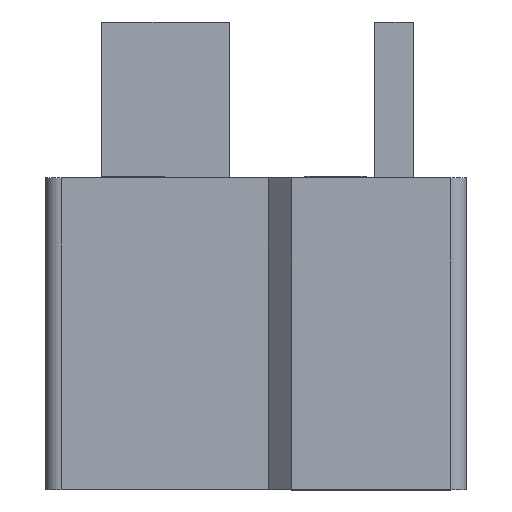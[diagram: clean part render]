
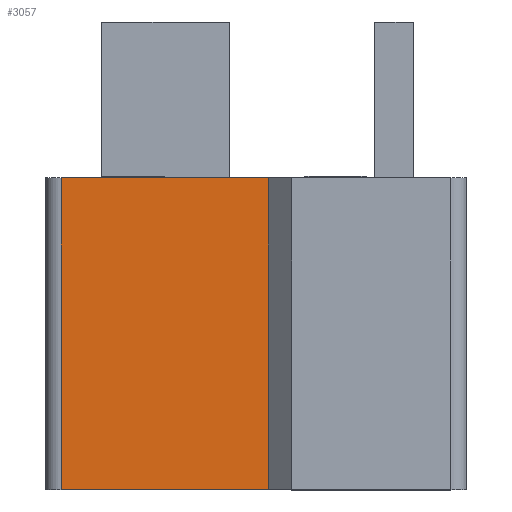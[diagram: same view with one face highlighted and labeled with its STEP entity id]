
A CAD part, top view. The second image highlights one B-rep face of the part: STEP entity #3057.
In plain terms, the highlighted planar face has unit normal (0, 0, 1).
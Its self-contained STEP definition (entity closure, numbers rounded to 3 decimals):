
#75 = VECTOR ( 'NONE', #2888, 1000. ) ;
#104 = EDGE_CURVE ( 'NONE', #107, #2909, #530, .T. ) ;
#107 = VERTEX_POINT ( 'NONE', #966 ) ;
#194 = CARTESIAN_POINT ( 'NONE',  ( 7.15, 0., 0. ) ) ;
#320 = FACE_OUTER_BOUND ( 'NONE', #1411, .T. ) ;
#413 = CARTESIAN_POINT ( 'NONE',  ( 0.5, 10., 0. ) ) ;
#480 = CARTESIAN_POINT ( 'NONE',  ( 7.15, 10., 0. ) ) ;
#530 = LINE ( 'NONE', #2607, #75 ) ;
#672 = DIRECTION ( 'NONE',  ( 0., -1., 0. ) ) ;
#733 = LINE ( 'NONE', #2125, #870 ) ;
#789 = VERTEX_POINT ( 'NONE', #413 ) ;
#800 = CARTESIAN_POINT ( 'NONE',  ( 7.15, 10., 0. ) ) ;
#826 = ORIENTED_EDGE ( 'NONE', *, *, #1869, .F. ) ;
#870 = VECTOR ( 'NONE', #672, 1000. ) ;
#946 = LINE ( 'NONE', #480, #3050 ) ;
#966 = CARTESIAN_POINT ( 'NONE',  ( 0.5, 0., 0. ) ) ;
#1134 = VERTEX_POINT ( 'NONE', #800 ) ;
#1201 = PLANE ( 'NONE',  #1523 ) ;
#1248 = EDGE_CURVE ( 'NONE', #1134, #2909, #946, .T. ) ;
#1338 = ORIENTED_EDGE ( 'NONE', *, *, #104, .T. ) ;
#1372 = DIRECTION ( 'NONE',  ( 0., 0., -1. ) ) ;
#1411 = EDGE_LOOP ( 'NONE', ( #1338, #1477, #826, #1964 ) ) ;
#1448 = VECTOR ( 'NONE', #2109, 1000. ) ;
#1477 = ORIENTED_EDGE ( 'NONE', *, *, #1248, .F. ) ;
#1523 = AXIS2_PLACEMENT_3D ( 'NONE', #2213, #1372, #2071 ) ;
#1869 = EDGE_CURVE ( 'NONE', #789, #1134, #2553, .T. ) ;
#1964 = ORIENTED_EDGE ( 'NONE', *, *, #2375, .T. ) ;
#2071 = DIRECTION ( 'NONE',  ( -1., 0., 0. ) ) ;
#2109 = DIRECTION ( 'NONE',  ( 1., 0., 0. ) ) ;
#2125 = CARTESIAN_POINT ( 'NONE',  ( 0.5, 10., 0. ) ) ;
#2213 = CARTESIAN_POINT ( 'NONE',  ( 7.15, 10., 0. ) ) ;
#2375 = EDGE_CURVE ( 'NONE', #789, #107, #733, .T. ) ;
#2553 = LINE ( 'NONE', #2640, #1448 ) ;
#2576 = DIRECTION ( 'NONE',  ( 0., -1., 0. ) ) ;
#2607 = CARTESIAN_POINT ( 'NONE',  ( 7.15, 0., 0. ) ) ;
#2640 = CARTESIAN_POINT ( 'NONE',  ( 7.15, 10., 0. ) ) ;
#2888 = DIRECTION ( 'NONE',  ( 1., 0., 0. ) ) ;
#2909 = VERTEX_POINT ( 'NONE', #194 ) ;
#3050 = VECTOR ( 'NONE', #2576, 1000. ) ;
#3057 = ADVANCED_FACE ( 'NONE', ( #320 ), #1201, .F. ) ;
